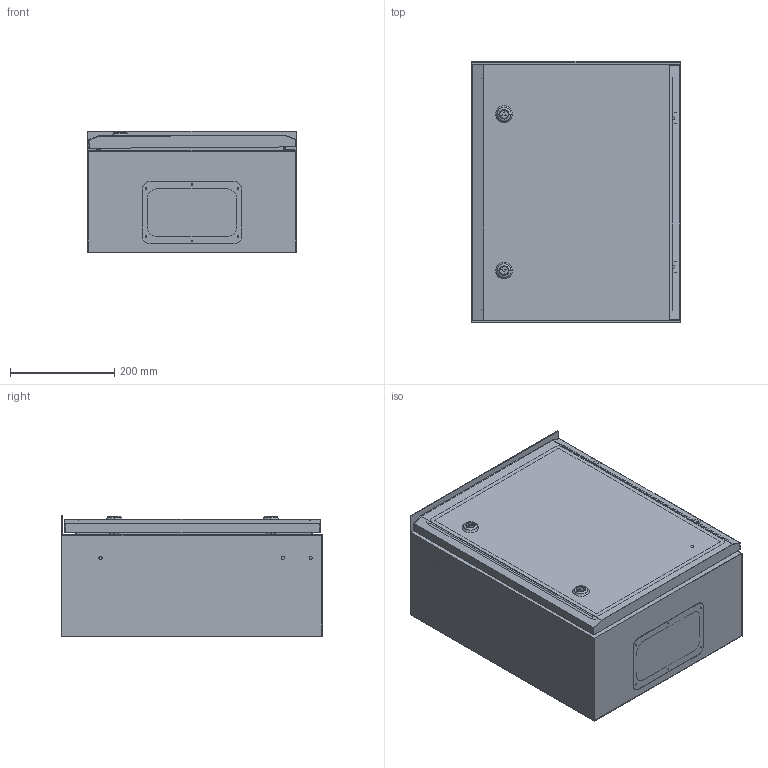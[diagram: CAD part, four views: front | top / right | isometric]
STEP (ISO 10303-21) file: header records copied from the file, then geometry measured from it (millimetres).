
FILE_DESCRIPTION (( 'STEP AP214' ), '1' );
FILE_NAME ('YKM42-02-54-P Êîðïóñ ìåòàëëè÷åñêèé ÙÌÏ-2-2 74 Ó1 IP54 PRO.STEP', '2016-08-11T11:39:23', ( 'user' ), ( '' ), 'SwSTEP 2.0', 'SolidWorks 2014', '' );
FILE_SCHEMA (( 'AUTOMOTIVE_DESIGN' ));
Length unit declared in the file: millimetre
Products named in the file (3): Îáîëî÷êà ÙÌÏ-2-2 IP54; YKM42-02-54-P Êîðïóñ ìåòàëëè÷åñêèé ÙÌÏ-2-2 74 Ó1 IP54 PRO; ﾄ粢 ﾙﾌﾏ-2-2 IP54
Assembly tree (2 placements, depth 2):
  YKM42-02-54-P Êîðïóñ ìåòàëëè÷åñêèé ÙÌÏ-2-2 74 Ó1 IP54 PRO
    Îáîëî÷êà ÙÌÏ-2-2 IP54
    ﾄ粢 ﾙﾌﾏ-2-2 IP54
Bounding box: 400 x 501.4 x 232.4 mm (x, y, z)
Volume: 1352944.1 mm3; surface area: 2164629.9 mm2
Topology: 14 solids, 14 shells, 745 faces, 1863 edges, 1171 vertices
Faces by surface type: plane 443, cylinder 210, cone 64, bspline 20, torus 8
Entity records: 23072 total; most frequent: CARTESIAN_POINT 4903, ORIENTED_EDGE 3718, DIRECTION 3566, EDGE_CURVE 1859, AXIS2_PLACEMENT_3D 1194, VECTOR 1178, LINE 1178, VERTEX_POINT 1171
